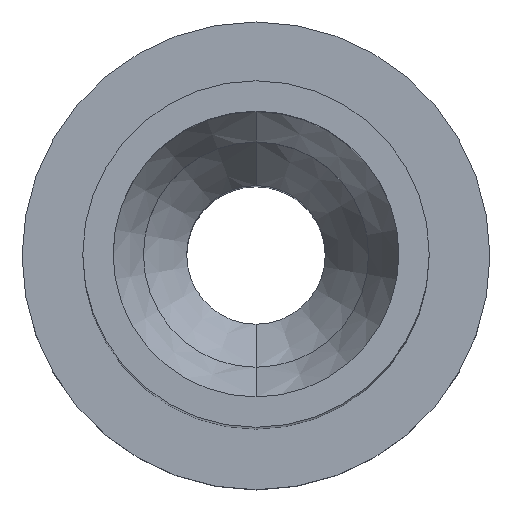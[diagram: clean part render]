
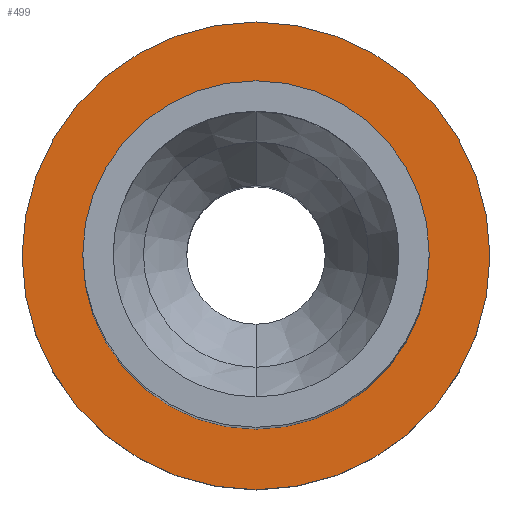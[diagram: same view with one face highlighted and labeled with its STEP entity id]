
A CAD part, top view. The second image highlights one B-rep face of the part: STEP entity #499.
In plain terms, the highlighted planar face has unit normal (0, 0, 1).
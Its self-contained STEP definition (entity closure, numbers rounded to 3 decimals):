
#64=CARTESIAN_POINT('',(0.,0.,-61.));
#65=DIRECTION('',(0.,0.,-1.));
#66=DIRECTION('',(0.,-1.,0.));
#67=AXIS2_PLACEMENT_3D('',#64,#65,#66);
#72=CARTESIAN_POINT('',(0.,0.,-61.));
#73=DIRECTION('',(0.,0.,-1.));
#74=DIRECTION('',(0.,1.,0.));
#75=AXIS2_PLACEMENT_3D('',#72,#73,#74);
#80=CARTESIAN_POINT('',(0.,0.,-61.));
#81=DIRECTION('',(0.,0.,1.));
#82=DIRECTION('',(0.,-1.,0.));
#83=AXIS2_PLACEMENT_3D('',#80,#81,#82);
#88=CARTESIAN_POINT('',(0.,0.,-61.));
#89=DIRECTION('',(0.,0.,1.));
#90=DIRECTION('',(0.,1.,0.));
#91=AXIS2_PLACEMENT_3D('',#88,#89,#90);
#430=CARTESIAN_POINT('',(0.,13.5,-61.));
#431=VERTEX_POINT('',#430);
#432=CARTESIAN_POINT('',(0.,-13.5,-61.));
#433=VERTEX_POINT('',#432);
#434=CARTESIAN_POINT('',(0.,-10.,-61.));
#435=CARTESIAN_POINT('',(0.,10.,-61.));
#436=VERTEX_POINT('',#434);
#437=VERTEX_POINT('',#435);
#484=CARTESIAN_POINT('',(0.,0.,-61.));
#485=DIRECTION('',(0.,0.,-1.));
#486=DIRECTION('',(0.,-1.,0.));
#487=AXIS2_PLACEMENT_3D('',#484,#485,#486);
#488=PLANE('',#487);
#490=ORIENTED_EDGE('',*,*,#489,.T.);
#492=ORIENTED_EDGE('',*,*,#491,.T.);
#493=EDGE_LOOP('',(#490,#492));
#494=FACE_OUTER_BOUND('',#493,.F.);
#495=ORIENTED_EDGE('',*,*,#477,.T.);
#496=ORIENTED_EDGE('',*,*,#466,.T.);
#497=EDGE_LOOP('',(#495,#496));
#498=FACE_BOUND('',#497,.F.);
#68=CIRCLE('',#67,13.5);
#76=CIRCLE('',#75,13.5);
#84=CIRCLE('',#83,10.);
#92=CIRCLE('',#91,10.);
#466=EDGE_CURVE('',#437,#436,#92,.T.);
#477=EDGE_CURVE('',#436,#437,#84,.T.);
#489=EDGE_CURVE('',#433,#431,#68,.T.);
#491=EDGE_CURVE('',#431,#433,#76,.T.);
#499=ADVANCED_FACE('',(#494,#498),#488,.F.);
